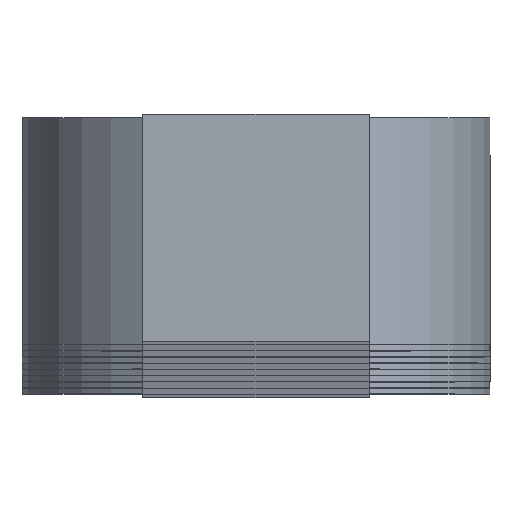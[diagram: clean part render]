
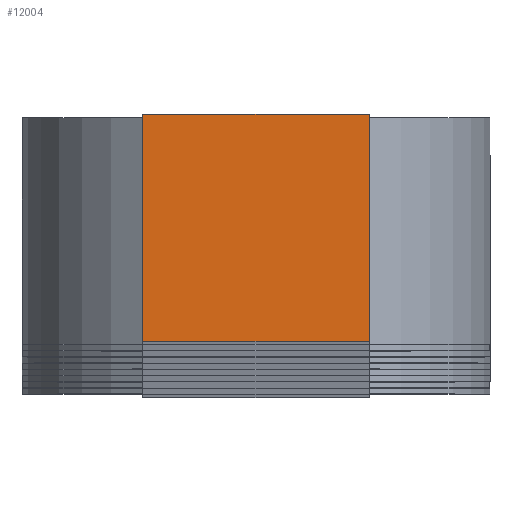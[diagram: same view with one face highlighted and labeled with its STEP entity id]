
A CAD part, top view. The second image highlights one B-rep face of the part: STEP entity #12004.
In plain terms, the highlighted planar face has unit normal (0, 0, 1).
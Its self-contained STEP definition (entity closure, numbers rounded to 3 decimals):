
#889 = AXIS2_PLACEMENT_3D ( 'NONE', #8679, #5599, #6619 ) ;
#1033 = VECTOR ( 'NONE', #5443, 1000. ) ;
#1171 = LINE ( 'NONE', #3537, #11682 ) ;
#1243 = VECTOR ( 'NONE', #8519, 1000. ) ;
#1830 = VERTEX_POINT ( 'NONE', #9575 ) ;
#1831 = VERTEX_POINT ( 'NONE', #8907 ) ;
#2201 = VERTEX_POINT ( 'NONE', #8615 ) ;
#2618 = ORIENTED_EDGE ( 'NONE', *, *, #8306, .T. ) ;
#2932 = EDGE_CURVE ( 'NONE', #12683, #1831, #7741, .T. ) ;
#3372 = CARTESIAN_POINT ( 'NONE',  ( -7., 7., 1000. ) ) ;
#3537 = CARTESIAN_POINT ( 'NONE',  ( 7., 7., 1000. ) ) ;
#4121 = FACE_OUTER_BOUND ( 'NONE', #5198, .T. ) ;
#4615 = PLANE ( 'NONE',  #889 ) ;
#5198 = EDGE_LOOP ( 'NONE', ( #8937, #11279, #6418, #2618 ) ) ;
#5443 = DIRECTION ( 'NONE',  ( 0., -1., 0. ) ) ;
#5599 = DIRECTION ( 'NONE',  ( 0., 0., 1. ) ) ;
#6055 = EDGE_CURVE ( 'NONE', #1831, #1830, #8823, .T. ) ;
#6418 = ORIENTED_EDGE ( 'NONE', *, *, #6055, .T. ) ;
#6458 = CARTESIAN_POINT ( 'NONE',  ( -7., 7., 1000. ) ) ;
#6500 = CARTESIAN_POINT ( 'NONE',  ( 7., 7., 1000. ) ) ;
#6619 = DIRECTION ( 'NONE',  ( 1., 0., 0. ) ) ;
#7297 = EDGE_CURVE ( 'NONE', #2201, #12683, #1171, .T. ) ;
#7741 = LINE ( 'NONE', #6458, #1243 ) ;
#7793 = DIRECTION ( 'NONE',  ( 0., 1., 0. ) ) ;
#8137 = CARTESIAN_POINT ( 'NONE',  ( -7., -7., 1000. ) ) ;
#8306 = EDGE_CURVE ( 'NONE', #1830, #2201, #8785, .T. ) ;
#8519 = DIRECTION ( 'NONE',  ( -1., 0., 0. ) ) ;
#8615 = CARTESIAN_POINT ( 'NONE',  ( 7., -7., 1000. ) ) ;
#8679 = CARTESIAN_POINT ( 'NONE',  ( 0., 0., 1000. ) ) ;
#8785 = LINE ( 'NONE', #8137, #11834 ) ;
#8823 = LINE ( 'NONE', #3372, #1033 ) ;
#8907 = CARTESIAN_POINT ( 'NONE',  ( -7., 7., 1000. ) ) ;
#8937 = ORIENTED_EDGE ( 'NONE', *, *, #7297, .T. ) ;
#9575 = CARTESIAN_POINT ( 'NONE',  ( -7., -7., 1000. ) ) ;
#11279 = ORIENTED_EDGE ( 'NONE', *, *, #2932, .T. ) ;
#11682 = VECTOR ( 'NONE', #7793, 1000. ) ;
#11834 = VECTOR ( 'NONE', #12057, 1000. ) ;
#12004 = ADVANCED_FACE ( 'NONE', ( #4121 ), #4615, .T. ) ;
#12057 = DIRECTION ( 'NONE',  ( 1., 0., 0. ) ) ;
#12683 = VERTEX_POINT ( 'NONE', #6500 ) ;
